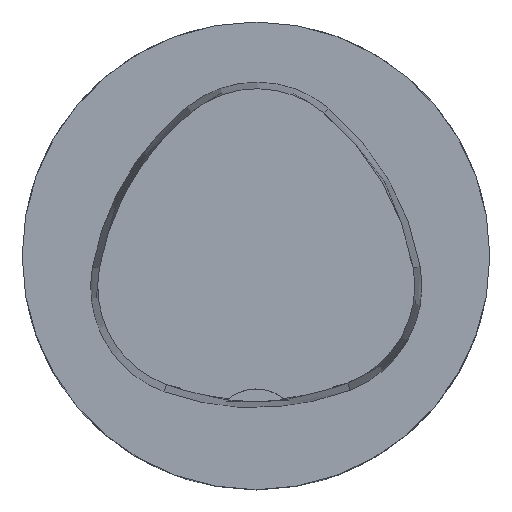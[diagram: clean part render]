
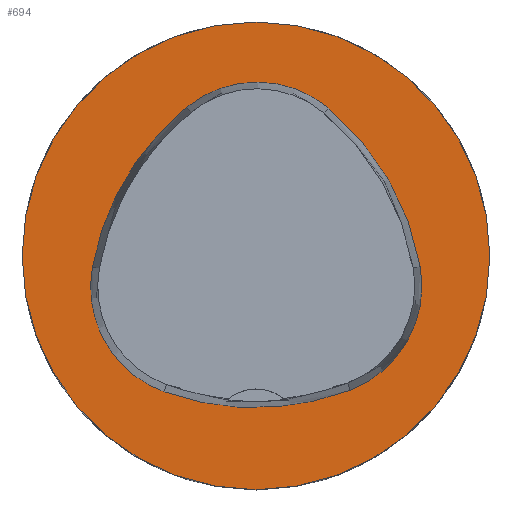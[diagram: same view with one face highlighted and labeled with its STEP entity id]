
A CAD part, top view. The second image highlights one B-rep face of the part: STEP entity #694.
In plain terms, the highlighted planar face has unit normal (0, 0, 1).
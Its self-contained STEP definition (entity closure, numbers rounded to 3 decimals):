
#316=FACE_BOUND('',#1212,.T.);
#317=FACE_BOUND('',#1213,.T.);
#538=CIRCLE('',#3988,31.5);
#539=CIRCLE('',#3994,36.);
#541=CIRCLE('',#3997,15.);
#543=CIRCLE('',#4000,36.);
#545=CIRCLE('',#4003,15.);
#549=CIRCLE('',#4008,36.);
#551=CIRCLE('',#4011,15.);
#694=ADVANCED_FACE('',(#316,#317),#843,.T.);
#843=PLANE('',#4016);
#1212=EDGE_LOOP('',(#1964,#1965,#1966,#1967,#1968,#1969));
#1213=EDGE_LOOP('',(#1970));
#1964=ORIENTED_EDGE('',*,*,#2924,.T.);
#1965=ORIENTED_EDGE('',*,*,#2904,.T.);
#1966=ORIENTED_EDGE('',*,*,#2908,.T.);
#1967=ORIENTED_EDGE('',*,*,#2911,.T.);
#1968=ORIENTED_EDGE('',*,*,#2914,.T.);
#1969=ORIENTED_EDGE('',*,*,#2922,.T.);
#1970=ORIENTED_EDGE('',*,*,#2895,.F.);
#2474=VERTEX_POINT('',#6323);
#2483=VERTEX_POINT('',#6342);
#2484=VERTEX_POINT('',#6343);
#2487=VERTEX_POINT('',#6351);
#2489=VERTEX_POINT('',#6357);
#2491=VERTEX_POINT('',#6363);
#2498=VERTEX_POINT('',#6384);
#2895=EDGE_CURVE('',#2474,#2474,#538,.T.);
#2904=EDGE_CURVE('',#2483,#2484,#539,.T.);
#2908=EDGE_CURVE('',#2484,#2487,#541,.T.);
#2911=EDGE_CURVE('',#2487,#2489,#543,.T.);
#2914=EDGE_CURVE('',#2489,#2491,#545,.T.);
#2922=EDGE_CURVE('',#2491,#2498,#549,.T.);
#2924=EDGE_CURVE('',#2498,#2483,#551,.T.);
#3988=AXIS2_PLACEMENT_3D('',#6322,#4686,#4687);
#3994=AXIS2_PLACEMENT_3D('',#6341,#4702,#4703);
#3997=AXIS2_PLACEMENT_3D('',#6350,#4710,#4711);
#4000=AXIS2_PLACEMENT_3D('',#6356,#4717,#4718);
#4003=AXIS2_PLACEMENT_3D('',#6362,#4724,#4725);
#4008=AXIS2_PLACEMENT_3D('',#6385,#4736,#4737);
#4011=AXIS2_PLACEMENT_3D('',#6388,#4742,#4743);
#4016=AXIS2_PLACEMENT_3D('',#6393,#4752,#4753);
#4686=DIRECTION('',(0.,0.,-1.));
#4687=DIRECTION('',(-1.,0.,0.));
#4702=DIRECTION('',(0.,0.,-1.));
#4703=DIRECTION('',(-1.,0.,0.));
#4710=DIRECTION('',(0.,0.,-1.));
#4711=DIRECTION('',(-1.,0.,0.));
#4717=DIRECTION('',(0.,0.,-1.));
#4718=DIRECTION('',(-1.,0.,0.));
#4724=DIRECTION('',(0.,0.,-1.));
#4725=DIRECTION('',(-1.,0.,0.));
#4736=DIRECTION('',(0.,0.,-1.));
#4737=DIRECTION('',(-1.,0.,0.));
#4742=DIRECTION('',(0.,0.,-1.));
#4743=DIRECTION('',(-1.,0.,0.));
#4752=DIRECTION('',(0.,0.,1.));
#4753=DIRECTION('',(-1.,0.,0.));
#6322=CARTESIAN_POINT('',(0.,0.,0.));
#6323=CARTESIAN_POINT('',(-31.5,0.,0.));
#6341=CARTESIAN_POINT('',(13.398,-7.893,0.));
#6342=CARTESIAN_POINT('',(-22.041,-1.562,0.));
#6343=CARTESIAN_POINT('',(-9.317,20.036,0.));
#6350=CARTESIAN_POINT('',(0.148,8.399,0.));
#6351=CARTESIAN_POINT('',(9.779,19.898,0.));
#6356=CARTESIAN_POINT('',(-13.337,-7.7,0.));
#6357=CARTESIAN_POINT('',(22.122,-1.48,0.));
#6362=CARTESIAN_POINT('',(7.347,-4.071,0.));
#6363=CARTESIAN_POINT('',(12.693,-18.087,0.));
#6384=CARTESIAN_POINT('',(-12.373,-18.307,0.));
#6385=CARTESIAN_POINT('',(-0.137,15.55,0.));
#6388=CARTESIAN_POINT('',(-7.275,-4.2,0.));
#6393=CARTESIAN_POINT('',(0.,0.,0.));
